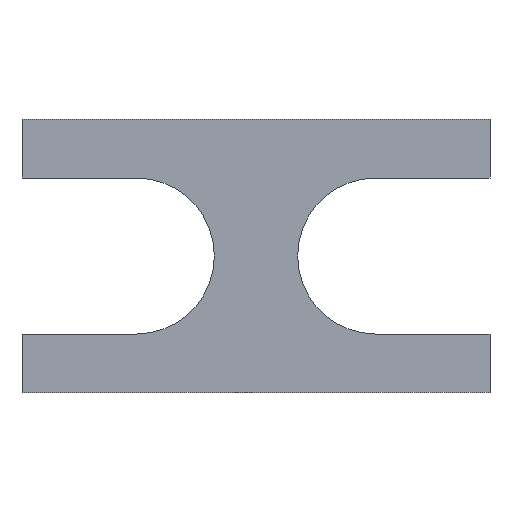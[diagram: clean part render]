
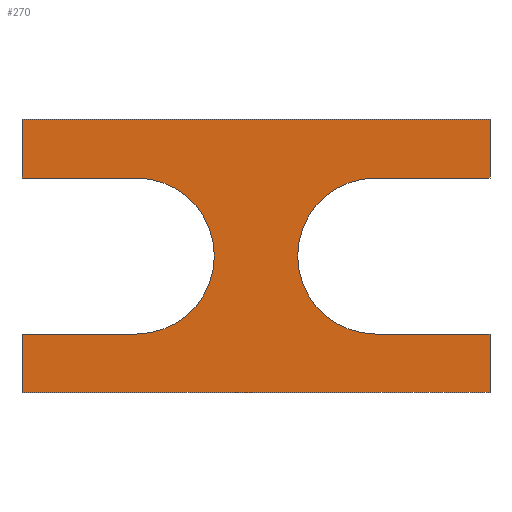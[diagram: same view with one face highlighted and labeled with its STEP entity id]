
A CAD part, front view. The second image highlights one B-rep face of the part: STEP entity #270.
In plain terms, the highlighted planar face has unit normal (0, -1, 0).
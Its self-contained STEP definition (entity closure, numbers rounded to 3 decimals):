
#26=PLANE('',#302);
#40=FACE_OUTER_BOUND('',#54,.T.);
#54=EDGE_LOOP('',(#243,#244,#245,#246,#247,#248,#249,#250,#251,#252,#253,
#254));
#58=LINE('',#387,#90);
#62=LINE('',#394,#94);
#65=LINE('',#402,#97);
#69=LINE('',#411,#101);
#71=LINE('',#418,#103);
#80=LINE('',#434,#112);
#81=LINE('',#437,#113);
#83=LINE('',#441,#115);
#85=LINE('',#444,#117);
#86=LINE('',#446,#118);
#90=VECTOR('',#316,10.);
#94=VECTOR('',#322,10.);
#97=VECTOR('',#327,10.);
#101=VECTOR('',#333,10.);
#103=VECTOR('',#343,10.);
#112=VECTOR('',#356,10.);
#113=VECTOR('',#359,10.);
#115=VECTOR('',#363,10.);
#117=VECTOR('',#367,10.);
#118=VECTOR('',#370,10.);
#120=CIRCLE('',#287,20.);
#122=CIRCLE('',#294,20.);
#125=VERTEX_POINT('',#378);
#126=VERTEX_POINT('',#380);
#128=VERTEX_POINT('',#386);
#130=VERTEX_POINT('',#392);
#133=VERTEX_POINT('',#399);
#134=VERTEX_POINT('',#401);
#137=VERTEX_POINT('',#408);
#138=VERTEX_POINT('',#410);
#139=VERTEX_POINT('',#417);
#144=VERTEX_POINT('',#432);
#145=VERTEX_POINT('',#436);
#146=VERTEX_POINT('',#440);
#149=EDGE_CURVE('',#126,#125,#120,.T.);
#152=EDGE_CURVE('',#128,#126,#58,.T.);
#156=EDGE_CURVE('',#125,#130,#62,.T.);
#159=EDGE_CURVE('',#134,#133,#65,.T.);
#163=EDGE_CURVE('',#138,#137,#69,.T.);
#166=EDGE_CURVE('',#133,#138,#122,.T.);
#167=EDGE_CURVE('',#128,#139,#71,.T.);
#176=EDGE_CURVE('',#144,#137,#80,.T.);
#177=EDGE_CURVE('',#134,#145,#81,.T.);
#179=EDGE_CURVE('',#145,#146,#83,.T.);
#181=EDGE_CURVE('',#139,#144,#85,.T.);
#182=EDGE_CURVE('',#146,#130,#86,.T.);
#243=ORIENTED_EDGE('',*,*,#156,.T.);
#244=ORIENTED_EDGE('',*,*,#182,.F.);
#245=ORIENTED_EDGE('',*,*,#179,.F.);
#246=ORIENTED_EDGE('',*,*,#177,.F.);
#247=ORIENTED_EDGE('',*,*,#159,.T.);
#248=ORIENTED_EDGE('',*,*,#166,.T.);
#249=ORIENTED_EDGE('',*,*,#163,.T.);
#250=ORIENTED_EDGE('',*,*,#176,.F.);
#251=ORIENTED_EDGE('',*,*,#181,.F.);
#252=ORIENTED_EDGE('',*,*,#167,.F.);
#253=ORIENTED_EDGE('',*,*,#152,.T.);
#254=ORIENTED_EDGE('',*,*,#149,.T.);
#270=ADVANCED_FACE('',(#40),#26,.F.);
#287=AXIS2_PLACEMENT_3D('',#381,#310,#311);
#294=AXIS2_PLACEMENT_3D('',#415,#339,#340);
#302=AXIS2_PLACEMENT_3D('',#447,#371,#372);
#310=DIRECTION('center_axis',(0.,1.,0.));
#311=DIRECTION('ref_axis',(0.,0.,-1.));
#316=DIRECTION('',(-1.,0.,0.));
#322=DIRECTION('',(1.,0.,0.));
#327=DIRECTION('',(1.,0.,0.));
#333=DIRECTION('',(-1.,0.,0.));
#339=DIRECTION('center_axis',(0.,1.,0.));
#340=DIRECTION('ref_axis',(0.,0.,1.));
#343=DIRECTION('',(0.,0.,-1.));
#356=DIRECTION('',(0.,0.,1.));
#359=DIRECTION('',(0.,0.,1.));
#363=DIRECTION('',(1.,0.,0.));
#367=DIRECTION('',(-1.,0.,0.));
#370=DIRECTION('',(0.,0.,-1.));
#371=DIRECTION('center_axis',(0.,1.,0.));
#372=DIRECTION('ref_axis',(1.,0.,0.));
#378=CARTESIAN_POINT('',(30.694,0.,20.));
#380=CARTESIAN_POINT('',(30.694,0.,-20.));
#381=CARTESIAN_POINT('Origin',(30.694,0.,0.));
#386=CARTESIAN_POINT('',(60.,0.,-20.));
#387=CARTESIAN_POINT('',(30.,0.,-20.));
#392=CARTESIAN_POINT('',(60.,0.,20.));
#394=CARTESIAN_POINT('',(15.347,0.,20.));
#399=CARTESIAN_POINT('',(-30.694,0.,20.));
#401=CARTESIAN_POINT('',(-60.,0.,20.));
#402=CARTESIAN_POINT('',(-30.,0.,20.));
#408=CARTESIAN_POINT('',(-60.,0.,-20.));
#410=CARTESIAN_POINT('',(-30.694,0.,-20.));
#411=CARTESIAN_POINT('',(-15.347,0.,-20.));
#415=CARTESIAN_POINT('Origin',(-30.694,0.,0.));
#417=CARTESIAN_POINT('',(60.,0.,-35.));
#418=CARTESIAN_POINT('',(60.,0.,35.));
#432=CARTESIAN_POINT('',(-60.,0.,-35.));
#434=CARTESIAN_POINT('',(-60.,0.,-35.));
#436=CARTESIAN_POINT('',(-60.,0.,35.));
#437=CARTESIAN_POINT('',(-60.,0.,-35.));
#440=CARTESIAN_POINT('',(60.,0.,35.));
#441=CARTESIAN_POINT('',(-60.,0.,35.));
#444=CARTESIAN_POINT('',(60.,0.,-35.));
#446=CARTESIAN_POINT('',(60.,0.,35.));
#447=CARTESIAN_POINT('Origin',(0.,0.,0.));
